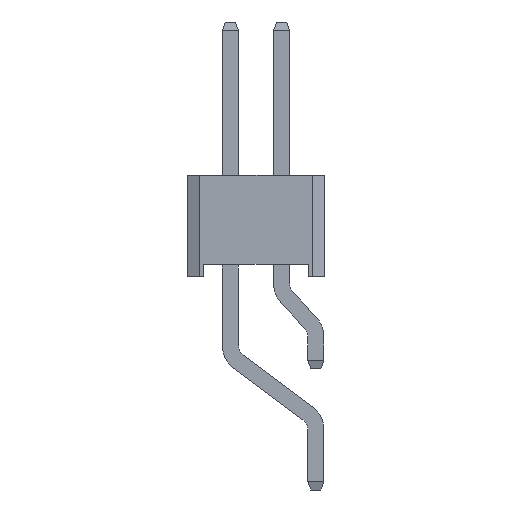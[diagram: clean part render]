
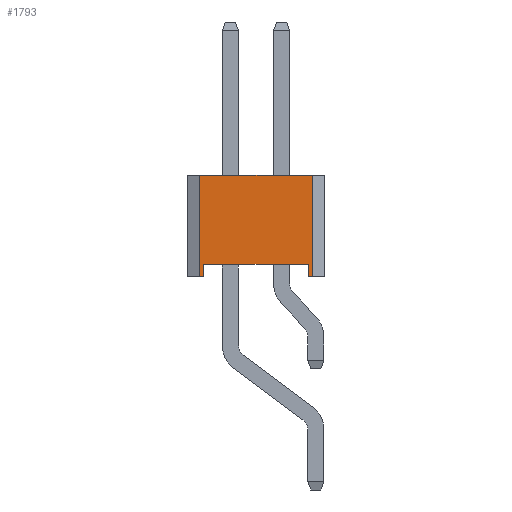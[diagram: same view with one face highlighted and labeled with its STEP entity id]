
A CAD part, left-side view. The second image highlights one B-rep face of the part: STEP entity #1793.
In plain terms, the highlighted planar face has unit normal (-1, 0, 0).
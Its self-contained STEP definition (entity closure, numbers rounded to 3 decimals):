
#11 = ORIENTED_EDGE ( 'NONE', *, *, #3375, .T. ) ;
#13 = DIRECTION ( 'NONE',  ( 1., 0., 0. ) ) ;
#268 = AXIS2_PLACEMENT_3D ( 'NONE', #2281, #13, #1002 ) ;
#280 = VECTOR ( 'NONE', #4002, 1000. ) ;
#284 = LINE ( 'NONE', #588, #1806 ) ;
#290 = CARTESIAN_POINT ( 'NONE',  ( -3.175, 0., -1.3 ) ) ;
#305 = EDGE_CURVE ( 'NONE', #2253, #3806, #565, .T. ) ;
#565 = LINE ( 'NONE', #2849, #1435 ) ;
#588 = CARTESIAN_POINT ( 'NONE',  ( -3.175, 0., 1.7 ) ) ;
#747 = CARTESIAN_POINT ( 'NONE',  ( -3.175, 0.3, -1.3 ) ) ;
#800 = EDGE_CURVE ( 'NONE', #2133, #3806, #2088, .T. ) ;
#835 = ORIENTED_EDGE ( 'NONE', *, *, #305, .F. ) ;
#839 = VERTEX_POINT ( 'NONE', #2887 ) ;
#934 = FACE_OUTER_BOUND ( 'NONE', #2043, .T. ) ;
#936 = ORIENTED_EDGE ( 'NONE', *, *, #2252, .T. ) ;
#955 = PLANE ( 'NONE',  #268 ) ;
#1002 = DIRECTION ( 'NONE',  ( 0., 0., -1. ) ) ;
#1039 = LINE ( 'NONE', #1983, #280 ) ;
#1062 = VERTEX_POINT ( 'NONE', #3460 ) ;
#1250 = VERTEX_POINT ( 'NONE', #4271 ) ;
#1293 = DIRECTION ( 'NONE',  ( 0., 1., 0. ) ) ;
#1335 = LINE ( 'NONE', #2996, #3873 ) ;
#1404 = VERTEX_POINT ( 'NONE', #290 ) ;
#1435 = VECTOR ( 'NONE', #3160, 1000. ) ;
#1616 = ORIENTED_EDGE ( 'NONE', *, *, #2501, .F. ) ;
#1617 = DIRECTION ( 'NONE',  ( 0., 0., 1. ) ) ;
#1760 = CARTESIAN_POINT ( 'NONE',  ( -3.175, 2.5, -1.4 ) ) ;
#1771 = CARTESIAN_POINT ( 'NONE',  ( -3.175, 2.5, 1.4 ) ) ;
#1793 = ADVANCED_FACE ( 'NONE', ( #934 ), #955, .F. ) ;
#1806 = VECTOR ( 'NONE', #1617, 1000. ) ;
#1841 = ORIENTED_EDGE ( 'NONE', *, *, #800, .T. ) ;
#1897 = EDGE_CURVE ( 'NONE', #1918, #1404, #3029, .T. ) ;
#1918 = VERTEX_POINT ( 'NONE', #747 ) ;
#1964 = CARTESIAN_POINT ( 'NONE',  ( -3.175, 0., 1.4 ) ) ;
#1983 = CARTESIAN_POINT ( 'NONE',  ( -3.175, 0., 1.7 ) ) ;
#2043 = EDGE_LOOP ( 'NONE', ( #11, #2400, #1616, #936, #3621, #1841, #835, #2817 ) ) ;
#2071 = CARTESIAN_POINT ( 'NONE',  ( -3.175, 2.5, 1.3 ) ) ;
#2088 = LINE ( 'NONE', #3458, #2754 ) ;
#2133 = VERTEX_POINT ( 'NONE', #1964 ) ;
#2252 = EDGE_CURVE ( 'NONE', #1062, #1250, #3726, .T. ) ;
#2253 = VERTEX_POINT ( 'NONE', #1760 ) ;
#2281 = CARTESIAN_POINT ( 'NONE',  ( -3.175, 2.5, 1.7 ) ) ;
#2365 = DIRECTION ( 'NONE',  ( 0., -1., 0. ) ) ;
#2366 = VECTOR ( 'NONE', #3405, 1000. ) ;
#2400 = ORIENTED_EDGE ( 'NONE', *, *, #1897, .F. ) ;
#2501 = EDGE_CURVE ( 'NONE', #1062, #1918, #2783, .T. ) ;
#2575 = VECTOR ( 'NONE', #2752, 1000. ) ;
#2614 = EDGE_CURVE ( 'NONE', #1250, #2133, #284, .T. ) ;
#2752 = DIRECTION ( 'NONE',  ( 0., 0., -1. ) ) ;
#2754 = VECTOR ( 'NONE', #3395, 1000. ) ;
#2783 = LINE ( 'NONE', #3787, #2575 ) ;
#2817 = ORIENTED_EDGE ( 'NONE', *, *, #4097, .F. ) ;
#2849 = CARTESIAN_POINT ( 'NONE',  ( -3.175, 2.5, 1.7 ) ) ;
#2887 = CARTESIAN_POINT ( 'NONE',  ( -3.175, 0., -1.4 ) ) ;
#2996 = CARTESIAN_POINT ( 'NONE',  ( -3.175, 0., -1.4 ) ) ;
#3029 = LINE ( 'NONE', #3368, #3686 ) ;
#3160 = DIRECTION ( 'NONE',  ( 0., 0., 1. ) ) ;
#3368 = CARTESIAN_POINT ( 'NONE',  ( -3.175, -0.3, -1.3 ) ) ;
#3375 = EDGE_CURVE ( 'NONE', #839, #1404, #1039, .T. ) ;
#3395 = DIRECTION ( 'NONE',  ( 0., 1., 0. ) ) ;
#3405 = DIRECTION ( 'NONE',  ( 0., -1., 0. ) ) ;
#3458 = CARTESIAN_POINT ( 'NONE',  ( -3.175, 0., 1.4 ) ) ;
#3460 = CARTESIAN_POINT ( 'NONE',  ( -3.175, 0.3, 1.3 ) ) ;
#3621 = ORIENTED_EDGE ( 'NONE', *, *, #2614, .T. ) ;
#3686 = VECTOR ( 'NONE', #2365, 1000. ) ;
#3726 = LINE ( 'NONE', #2071, #2366 ) ;
#3787 = CARTESIAN_POINT ( 'NONE',  ( -3.175, 0.3, 1.3 ) ) ;
#3806 = VERTEX_POINT ( 'NONE', #1771 ) ;
#3873 = VECTOR ( 'NONE', #1293, 1000. ) ;
#4002 = DIRECTION ( 'NONE',  ( 0., 0., 1. ) ) ;
#4097 = EDGE_CURVE ( 'NONE', #839, #2253, #1335, .T. ) ;
#4271 = CARTESIAN_POINT ( 'NONE',  ( -3.175, 0., 1.3 ) ) ;
